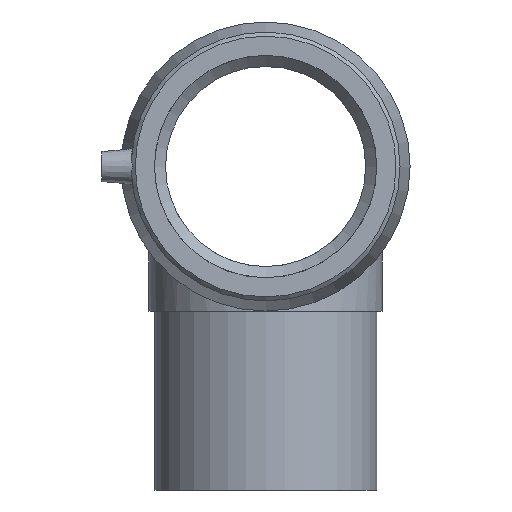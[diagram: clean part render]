
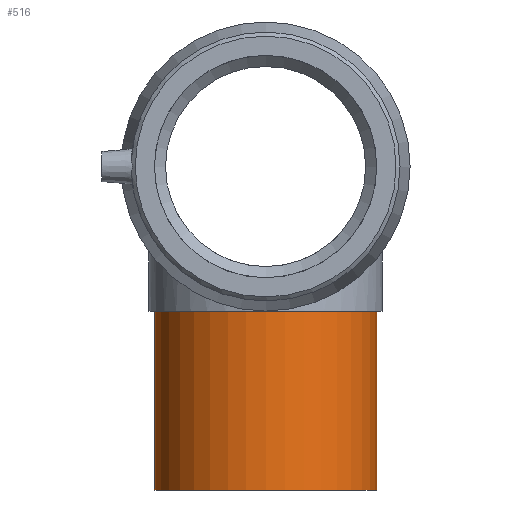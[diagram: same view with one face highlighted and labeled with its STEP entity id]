
A CAD part, left-side view. The second image highlights one B-rep face of the part: STEP entity #516.
In plain terms, the highlighted cylindrical face has radius 55 mm (diameter 110 mm), a full revolution.
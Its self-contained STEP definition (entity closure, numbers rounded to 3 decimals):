
#57=FACE_BOUND('',#148,.T.);
#100=FACE_OUTER_BOUND('',#147,.T.);
#147=EDGE_LOOP('',(#385));
#148=EDGE_LOOP('',(#386));
#237=CIRCLE('',#566,55.);
#238=CIRCLE('',#567,55.);
#279=VERTEX_POINT('',#836);
#280=VERTEX_POINT('',#838);
#329=EDGE_CURVE('',#279,#279,#237,.T.);
#330=EDGE_CURVE('',#280,#280,#238,.T.);
#385=ORIENTED_EDGE('',*,*,#329,.T.);
#386=ORIENTED_EDGE('',*,*,#330,.F.);
#497=CYLINDRICAL_SURFACE('',#565,55.);
#516=ADVANCED_FACE('',(#100,#57),#497,.T.);
#565=AXIS2_PLACEMENT_3D('',#835,#656,#657);
#566=AXIS2_PLACEMENT_3D('',#837,#658,#659);
#567=AXIS2_PLACEMENT_3D('',#839,#660,#661);
#656=DIRECTION('center_axis',(0.,0.,1.));
#657=DIRECTION('ref_axis',(1.,0.,0.));
#658=DIRECTION('center_axis',(0.,0.,-1.));
#659=DIRECTION('ref_axis',(1.,0.,0.));
#660=DIRECTION('center_axis',(0.,0.,-1.));
#661=DIRECTION('ref_axis',(1.,0.,0.));
#835=CARTESIAN_POINT('Origin',(0.,0.,-160.));
#836=CARTESIAN_POINT('',(-55.,0.,-71.5));
#837=CARTESIAN_POINT('Origin',(0.,0.,-71.5));
#838=CARTESIAN_POINT('',(-55.,0.,-160.));
#839=CARTESIAN_POINT('Origin',(0.,0.,-160.));
